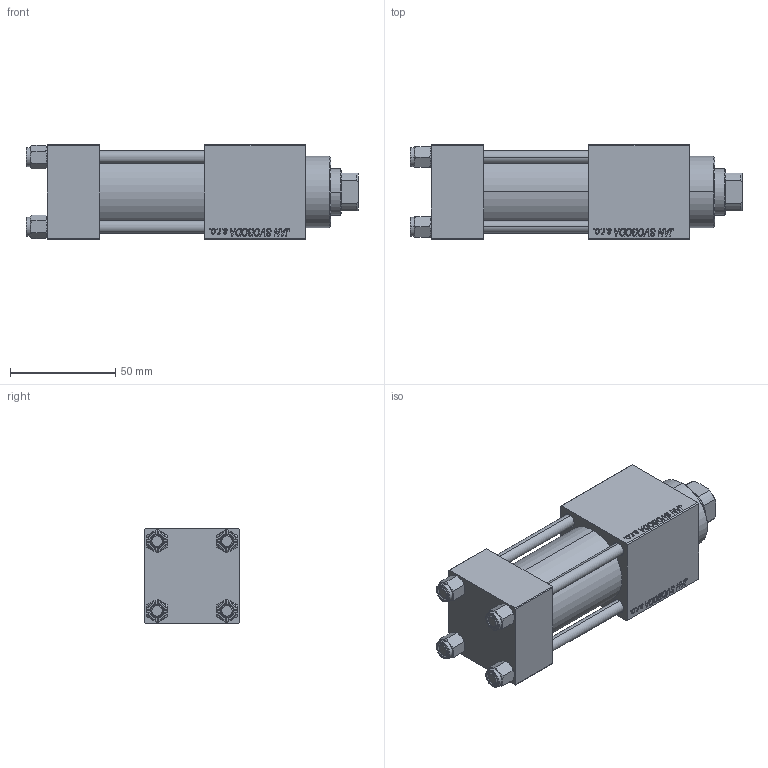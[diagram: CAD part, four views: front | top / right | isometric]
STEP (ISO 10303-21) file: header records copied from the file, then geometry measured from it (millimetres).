
FILE_DESCRIPTION (( 'STEP AP203' ), '1' );
FILE_NAME ('f53e.STEP', '2022-04-15T00:25:41', ( '' ), ( '' ), 'SwSTEP 2.0', 'SolidWorks 2019', '' );
FILE_SCHEMA (( 'CONFIG_CONTROL_DESIGN' ));
Length unit declared in the file: millimetre
Products named in the file (6): f53e; V215CR_C_Body 4ed0b901fdc809a2e2978ab6f017e203; V215CR_VCP_C 4ed0b901fdc809a2e2978ab6f017e203; NUT_M5_C 4ed0b901fdc809a2e2978ab6f017e203; V215_VC_A 4ed0b901fdc809a2e2978ab6f017e203; V215CR_C_TYCINKA 4ed0b901fdc809a2e2978ab6f017e203
Assembly tree (11 placements, depth 2):
  f53e
    V215CR_C_Body 4ed0b901fdc809a2e2978ab6f017e203
    V215CR_VCP_C 4ed0b901fdc809a2e2978ab6f017e203
    NUT_M5_C 4ed0b901fdc809a2e2978ab6f017e203  x4
    V215CR_C_TYCINKA 4ed0b901fdc809a2e2978ab6f017e203  x4
    V215_VC_A 4ed0b901fdc809a2e2978ab6f017e203
Bounding box: 158 x 45 x 45 mm (x, y, z)
Volume: 209611.8 mm3; surface area: 71570.2 mm2
Topology: 11 solids, 11 shells, 1154 faces, 2888 edges, 1873 vertices
Faces by surface type: plane 527, bspline 392, cone 136, cylinder 91, torus 8
Entity records: 50364 total; most frequent: CARTESIAN_POINT 27122, ORIENTED_EDGE 5268, DIRECTION 3334, EDGE_CURVE 2634, VERTEX_POINT 1729, LINE 1596, VECTOR 1596, EDGE_LOOP 1163
